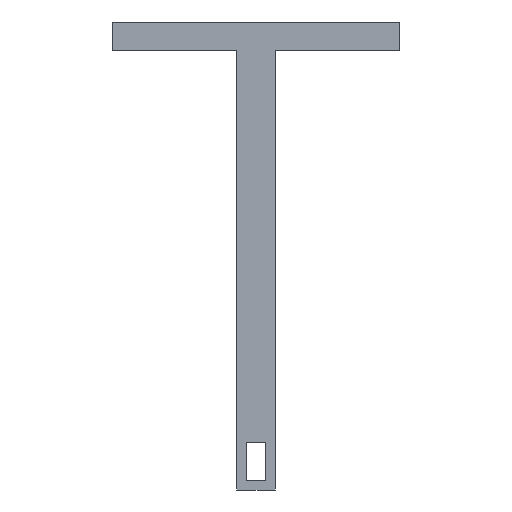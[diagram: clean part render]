
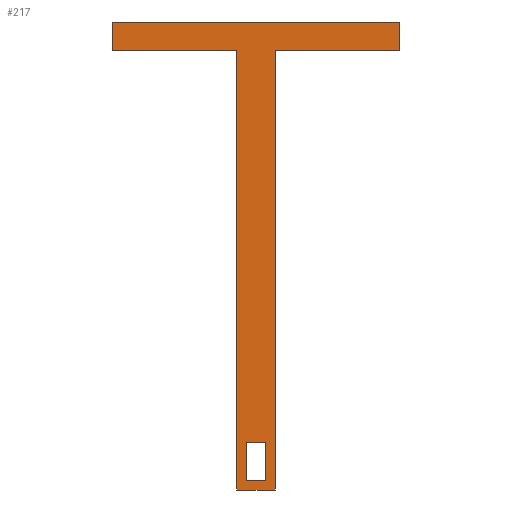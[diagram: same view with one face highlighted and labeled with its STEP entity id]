
A CAD part, front view. The second image highlights one B-rep face of the part: STEP entity #217.
In plain terms, the highlighted planar face has unit normal (0, -1, 0).
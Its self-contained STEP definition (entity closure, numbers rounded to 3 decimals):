
#3 = ORIENTED_EDGE ( 'NONE', *, *, #342, .F. ) ;
#16 = DIRECTION ( 'NONE',  ( -1., 0., 0. ) ) ;
#19 = VERTEX_POINT ( 'NONE', #114 ) ;
#21 = EDGE_CURVE ( 'NONE', #96, #99, #204, .T. ) ;
#23 = CARTESIAN_POINT ( 'NONE',  ( -10., 0., 20. ) ) ;
#27 = EDGE_CURVE ( 'NONE', #239, #174, #201, .T. ) ;
#36 = CARTESIAN_POINT ( 'NONE',  ( 10., 0., -20. ) ) ;
#44 = ORIENTED_EDGE ( 'NONE', *, *, #21, .T. ) ;
#45 = VERTEX_POINT ( 'NONE', #128 ) ;
#47 = DIRECTION ( 'NONE',  ( 0., 0., -1. ) ) ;
#48 = ORIENTED_EDGE ( 'NONE', *, *, #140, .T. ) ;
#50 = VERTEX_POINT ( 'NONE', #288 ) ;
#57 = EDGE_CURVE ( 'NONE', #381, #96, #89, .T. ) ;
#60 = CARTESIAN_POINT ( 'NONE',  ( -10., 0., 20. ) ) ;
#65 = CARTESIAN_POINT ( 'NONE',  ( 10., 0., -20. ) ) ;
#70 = CARTESIAN_POINT ( 'NONE',  ( -10., 0., -20. ) ) ;
#78 = ORIENTED_EDGE ( 'NONE', *, *, #57, .T. ) ;
#89 = LINE ( 'NONE', #213, #263 ) ;
#91 = ORIENTED_EDGE ( 'NONE', *, *, #465, .F. ) ;
#93 = VECTOR ( 'NONE', #47, 1000. ) ;
#96 = VERTEX_POINT ( 'NONE', #370 ) ;
#99 = VERTEX_POINT ( 'NONE', #338 ) ;
#100 = LINE ( 'NONE', #175, #292 ) ;
#109 = FACE_BOUND ( 'NONE', #129, .T. ) ;
#114 = CARTESIAN_POINT ( 'NONE',  ( 10., 0., 20. ) ) ;
#125 = VERTEX_POINT ( 'NONE', #499 ) ;
#127 = LINE ( 'NONE', #60, #376 ) ;
#128 = CARTESIAN_POINT ( 'NONE',  ( 20., 0., -30. ) ) ;
#129 = EDGE_LOOP ( 'NONE', ( #464, #48, #248, #440 ) ) ;
#130 = DIRECTION ( 'NONE',  ( 0., 0., 1. ) ) ;
#138 = VECTOR ( 'NONE', #360, 1000. ) ;
#140 = EDGE_CURVE ( 'NONE', #19, #239, #377, .T. ) ;
#141 = LINE ( 'NONE', #188, #166 ) ;
#142 = DIRECTION ( 'NONE',  ( 0., 0., -1. ) ) ;
#149 = VECTOR ( 'NONE', #351, 1000. ) ;
#151 = VECTOR ( 'NONE', #285, 1000. ) ;
#158 = CARTESIAN_POINT ( 'NONE',  ( 150., 0., 460. ) ) ;
#166 = VECTOR ( 'NONE', #344, 1000. ) ;
#168 = CARTESIAN_POINT ( 'NONE',  ( -150., 0., 430. ) ) ;
#174 = VERTEX_POINT ( 'NONE', #70 ) ;
#175 = CARTESIAN_POINT ( 'NONE',  ( -10., 0., -20. ) ) ;
#176 = DIRECTION ( 'NONE',  ( 0., 0., -1. ) ) ;
#188 = CARTESIAN_POINT ( 'NONE',  ( -20., 0., 30. ) ) ;
#200 = EDGE_CURVE ( 'NONE', #430, #99, #141, .T. ) ;
#201 = LINE ( 'NONE', #252, #495 ) ;
#203 = CARTESIAN_POINT ( 'NONE',  ( 20., 0., -30. ) ) ;
#204 = LINE ( 'NONE', #279, #405 ) ;
#213 = CARTESIAN_POINT ( 'NONE',  ( -150., 0., 460. ) ) ;
#217 = ADVANCED_FACE ( 'NONE', ( #500, #109 ), #340, .T. ) ;
#239 = VERTEX_POINT ( 'NONE', #36 ) ;
#243 = VERTEX_POINT ( 'NONE', #384 ) ;
#248 = ORIENTED_EDGE ( 'NONE', *, *, #27, .T. ) ;
#251 = LINE ( 'NONE', #298, #336 ) ;
#252 = CARTESIAN_POINT ( 'NONE',  ( -10., 0., -20. ) ) ;
#263 = VECTOR ( 'NONE', #176, 1000. ) ;
#267 = EDGE_CURVE ( 'NONE', #243, #125, #273, .T. ) ;
#273 = LINE ( 'NONE', #168, #149 ) ;
#276 = EDGE_CURVE ( 'NONE', #50, #125, #433, .T. ) ;
#278 = CARTESIAN_POINT ( 'NONE',  ( -150., 0., 460. ) ) ;
#279 = CARTESIAN_POINT ( 'NONE',  ( -150., 0., 430. ) ) ;
#285 = DIRECTION ( 'NONE',  ( 0., 0., -1. ) ) ;
#287 = ORIENTED_EDGE ( 'NONE', *, *, #276, .F. ) ;
#288 = CARTESIAN_POINT ( 'NONE',  ( 150., 0., 460. ) ) ;
#292 = VECTOR ( 'NONE', #130, 1000. ) ;
#298 = CARTESIAN_POINT ( 'NONE',  ( -20., 0., -30. ) ) ;
#299 = VECTOR ( 'NONE', #416, 1000. ) ;
#305 = EDGE_CURVE ( 'NONE', #381, #50, #346, .T. ) ;
#325 = ORIENTED_EDGE ( 'NONE', *, *, #267, .T. ) ;
#336 = VECTOR ( 'NONE', #368, 1000. ) ;
#338 = CARTESIAN_POINT ( 'NONE',  ( -20., 0., 430. ) ) ;
#340 = PLANE ( 'NONE',  #489 ) ;
#342 = EDGE_CURVE ( 'NONE', #243, #45, #503, .T. ) ;
#344 = DIRECTION ( 'NONE',  ( 0., 0., 1. ) ) ;
#346 = LINE ( 'NONE', #278, #138 ) ;
#351 = DIRECTION ( 'NONE',  ( 1., 0., 0. ) ) ;
#360 = DIRECTION ( 'NONE',  ( 1., 0., 0. ) ) ;
#363 = DIRECTION ( 'NONE',  ( 1., 0., 0. ) ) ;
#367 = DIRECTION ( 'NONE',  ( 1., 0., 0. ) ) ;
#368 = DIRECTION ( 'NONE',  ( -1., 0., 0. ) ) ;
#370 = CARTESIAN_POINT ( 'NONE',  ( -150., 0., 430. ) ) ;
#376 = VECTOR ( 'NONE', #367, 1000. ) ;
#377 = LINE ( 'NONE', #65, #299 ) ;
#381 = VERTEX_POINT ( 'NONE', #487 ) ;
#384 = CARTESIAN_POINT ( 'NONE',  ( 20., 0., 430. ) ) ;
#390 = VERTEX_POINT ( 'NONE', #23 ) ;
#405 = VECTOR ( 'NONE', #363, 1000. ) ;
#406 = CARTESIAN_POINT ( 'NONE',  ( -20., 0., -30. ) ) ;
#409 = DIRECTION ( 'NONE',  ( 0., -1., 0. ) ) ;
#416 = DIRECTION ( 'NONE',  ( 0., 0., -1. ) ) ;
#424 = EDGE_CURVE ( 'NONE', #174, #390, #100, .T. ) ;
#430 = VERTEX_POINT ( 'NONE', #406 ) ;
#433 = LINE ( 'NONE', #158, #93 ) ;
#440 = ORIENTED_EDGE ( 'NONE', *, *, #424, .T. ) ;
#445 = EDGE_LOOP ( 'NONE', ( #3, #325, #287, #468, #78, #44, #483, #91 ) ) ;
#464 = ORIENTED_EDGE ( 'NONE', *, *, #498, .T. ) ;
#465 = EDGE_CURVE ( 'NONE', #45, #430, #251, .T. ) ;
#468 = ORIENTED_EDGE ( 'NONE', *, *, #305, .F. ) ;
#483 = ORIENTED_EDGE ( 'NONE', *, *, #200, .F. ) ;
#487 = CARTESIAN_POINT ( 'NONE',  ( -150., 0., 460. ) ) ;
#489 = AXIS2_PLACEMENT_3D ( 'NONE', #494, #409, #142 ) ;
#494 = CARTESIAN_POINT ( 'NONE',  ( 0., 0., 0. ) ) ;
#495 = VECTOR ( 'NONE', #16, 1000. ) ;
#498 = EDGE_CURVE ( 'NONE', #390, #19, #127, .T. ) ;
#499 = CARTESIAN_POINT ( 'NONE',  ( 150., 0., 430. ) ) ;
#500 = FACE_OUTER_BOUND ( 'NONE', #445, .T. ) ;
#503 = LINE ( 'NONE', #203, #151 ) ;
